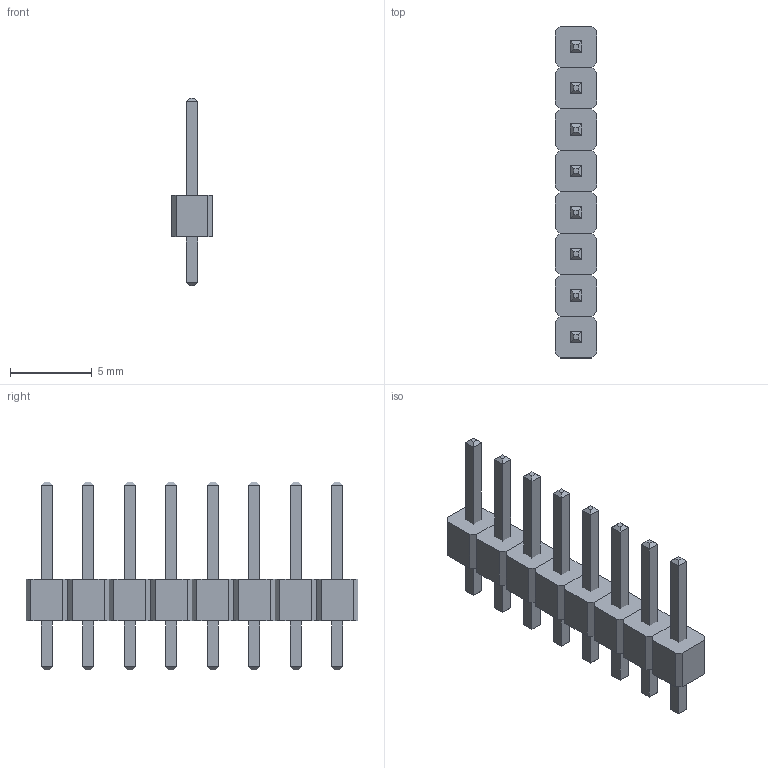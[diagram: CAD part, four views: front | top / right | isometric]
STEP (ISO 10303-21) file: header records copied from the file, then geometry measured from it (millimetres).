
FILE_DESCRIPTION(('FreeCAD Model'),'2;1');
FILE_NAME('Open CASCADE Shape Model','2022-06-14T01:09:03',( 'kicad StepUp'),('ksu MCAD'),'Open CASCADE STEP processor 7.5', 'FreeCAD','Unknown');
FILE_SCHEMA(('AUTOMOTIVE_DESIGN { 1 0 10303 214 1 1 1 1 }'));
Length unit declared in the file: millimetre
Products named in the file (3): PinHeader_P2.54mm_1x08; Body; Pin
Assembly tree (2 placements, depth 2):
  PinHeader_P2.54mm_1x08
    Body
    Pin
Bounding box: 2.54 x 20.32 x 11.5 mm (x, y, z)
Volume: 171.8 mm3; surface area: 482.7 mm2
Topology: 9 solids, 9 shells, 210 faces, 452 edges, 260 vertices
Faces by surface type: plane 210
Entity records: 11396 total; most frequent: CARTESIAN_POINT 1829, DIRECTION 1782, LINE 1356, VECTOR 1356, ORIENTED_EDGE 904, PCURVE 904, DEFINITIONAL_REPRESENTATION 904, EDGE_CURVE 452
